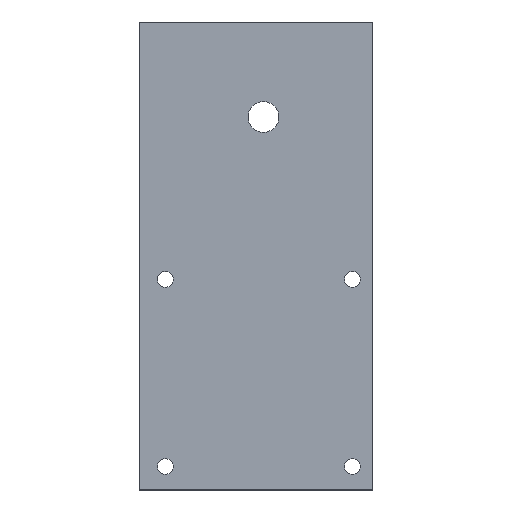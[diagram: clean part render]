
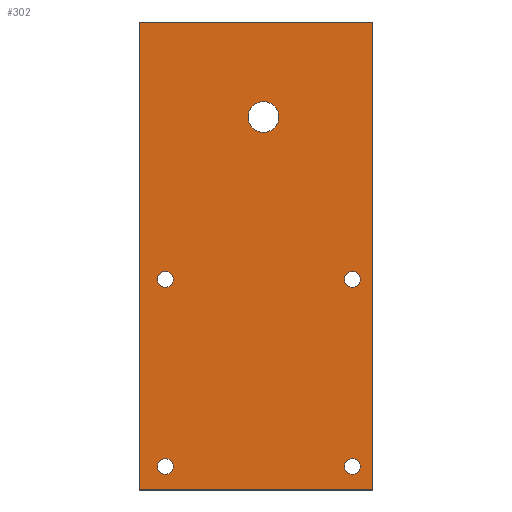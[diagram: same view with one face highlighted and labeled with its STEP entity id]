
A CAD part, top view. The second image highlights one B-rep face of the part: STEP entity #302.
In plain terms, the highlighted planar face has unit normal (0, 0, 1).
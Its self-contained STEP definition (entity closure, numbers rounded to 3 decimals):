
#15=FACE_BOUND('',#62,.T.);
#16=FACE_BOUND('',#63,.T.);
#17=FACE_BOUND('',#64,.T.);
#18=FACE_BOUND('',#65,.T.);
#19=FACE_BOUND('',#66,.T.);
#31=PLANE('',#347);
#46=FACE_OUTER_BOUND('',#61,.T.);
#61=EDGE_LOOP('',(#257,#258,#259,#260));
#62=EDGE_LOOP('',(#261));
#63=EDGE_LOOP('',(#262));
#64=EDGE_LOOP('',(#263));
#65=EDGE_LOOP('',(#264));
#66=EDGE_LOOP('',(#265));
#83=LINE('',#472,#112);
#98=LINE('',#500,#127);
#99=LINE('',#504,#128);
#100=LINE('',#505,#129);
#112=VECTOR('',#393,10.);
#127=VECTOR('',#416,10.);
#128=VECTOR('',#421,10.);
#129=VECTOR('',#422,10.);
#134=CIRCLE('',#328,0.847);
#136=CIRCLE('',#331,0.847);
#138=CIRCLE('',#334,0.847);
#140=CIRCLE('',#337,0.847);
#142=CIRCLE('',#340,1.651);
#144=VERTEX_POINT('',#436);
#146=VERTEX_POINT('',#442);
#148=VERTEX_POINT('',#448);
#150=VERTEX_POINT('',#454);
#152=VERTEX_POINT('',#460);
#156=VERTEX_POINT('',#469);
#157=VERTEX_POINT('',#471);
#166=VERTEX_POINT('',#498);
#167=VERTEX_POINT('',#503);
#171=EDGE_CURVE('',#144,#144,#134,.T.);
#174=EDGE_CURVE('',#146,#146,#136,.T.);
#177=EDGE_CURVE('',#148,#148,#138,.T.);
#180=EDGE_CURVE('',#150,#150,#140,.T.);
#183=EDGE_CURVE('',#152,#152,#142,.T.);
#187=EDGE_CURVE('',#156,#157,#83,.T.);
#202=EDGE_CURVE('',#166,#156,#98,.T.);
#203=EDGE_CURVE('',#167,#166,#99,.T.);
#204=EDGE_CURVE('',#157,#167,#100,.T.);
#257=ORIENTED_EDGE('',*,*,#187,.F.);
#258=ORIENTED_EDGE('',*,*,#202,.F.);
#259=ORIENTED_EDGE('',*,*,#203,.F.);
#260=ORIENTED_EDGE('',*,*,#204,.F.);
#261=ORIENTED_EDGE('',*,*,#171,.T.);
#262=ORIENTED_EDGE('',*,*,#174,.T.);
#263=ORIENTED_EDGE('',*,*,#177,.T.);
#264=ORIENTED_EDGE('',*,*,#180,.T.);
#265=ORIENTED_EDGE('',*,*,#183,.T.);
#302=ADVANCED_FACE('',(#46,#15,#16,#17,#18,#19),#31,.T.);
#328=AXIS2_PLACEMENT_3D('',#438,#358,#359);
#331=AXIS2_PLACEMENT_3D('',#444,#365,#366);
#334=AXIS2_PLACEMENT_3D('',#450,#372,#373);
#337=AXIS2_PLACEMENT_3D('',#456,#379,#380);
#340=AXIS2_PLACEMENT_3D('',#462,#386,#387);
#347=AXIS2_PLACEMENT_3D('',#502,#419,#420);
#358=DIRECTION('center_axis',(0.,0.,-1.));
#359=DIRECTION('ref_axis',(-1.,0.,0.));
#365=DIRECTION('center_axis',(0.,0.,-1.));
#366=DIRECTION('ref_axis',(-1.,0.,0.));
#372=DIRECTION('center_axis',(0.,0.,-1.));
#373=DIRECTION('ref_axis',(-1.,0.,0.));
#379=DIRECTION('center_axis',(0.,0.,-1.));
#380=DIRECTION('ref_axis',(-1.,0.,0.));
#386=DIRECTION('center_axis',(0.,0.,-1.));
#387=DIRECTION('ref_axis',(-1.,0.,0.));
#393=DIRECTION('',(1.,0.,0.));
#416=DIRECTION('',(0.,1.,0.));
#419=DIRECTION('center_axis',(0.,0.,1.));
#420=DIRECTION('ref_axis',(1.,0.,0.));
#421=DIRECTION('',(-1.,0.,0.));
#422=DIRECTION('',(0.,-1.,0.));
#436=CARTESIAN_POINT('',(3.652,22.5,5.));
#438=CARTESIAN_POINT('Origin',(2.805,22.5,5.));
#442=CARTESIAN_POINT('',(23.652,22.5,5.));
#444=CARTESIAN_POINT('Origin',(22.805,22.5,5.));
#448=CARTESIAN_POINT('',(23.652,2.5,5.));
#450=CARTESIAN_POINT('Origin',(22.805,2.5,5.));
#454=CARTESIAN_POINT('',(3.652,2.5,5.));
#456=CARTESIAN_POINT('Origin',(2.805,2.5,5.));
#460=CARTESIAN_POINT('',(14.951,39.849,5.));
#462=CARTESIAN_POINT('Origin',(13.3,39.849,5.));
#469=CARTESIAN_POINT('',(0.,50.,5.));
#471=CARTESIAN_POINT('',(25.,50.,5.));
#472=CARTESIAN_POINT('',(25.,50.,5.));
#498=CARTESIAN_POINT('',(0.,0.,5.));
#500=CARTESIAN_POINT('',(0.,50.,5.));
#502=CARTESIAN_POINT('Origin',(12.5,25.,5.));
#503=CARTESIAN_POINT('',(25.,0.,5.));
#504=CARTESIAN_POINT('',(0.,0.,5.));
#505=CARTESIAN_POINT('',(25.,0.,5.));
